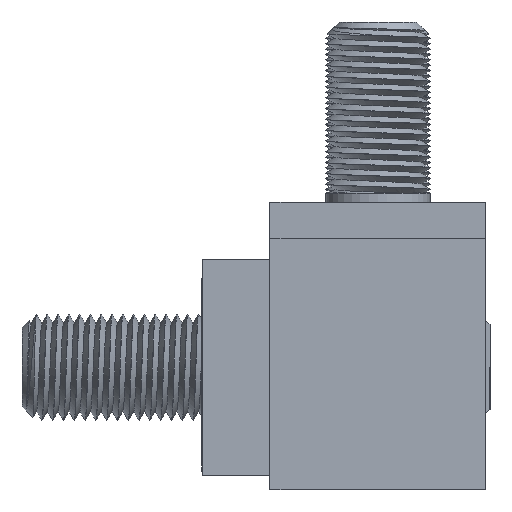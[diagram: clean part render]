
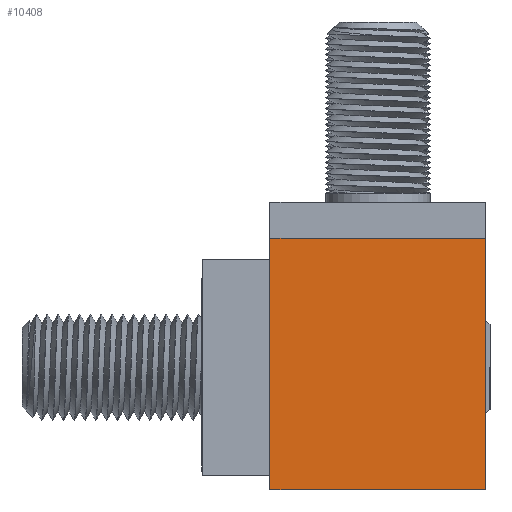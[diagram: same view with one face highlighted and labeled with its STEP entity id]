
A CAD part, front view. The second image highlights one B-rep face of the part: STEP entity #10408.
In plain terms, the highlighted planar face has unit normal (0, -1, 0).
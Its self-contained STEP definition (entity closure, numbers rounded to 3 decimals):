
#314 = DIRECTION ( 'NONE',  ( 1., 0., 0. ) ) ;
#910 = DIRECTION ( 'NONE',  ( 0., 0., -1. ) ) ;
#1963 = PLANE ( 'NONE',  #6969 ) ;
#2054 = EDGE_CURVE ( 'NONE', #10533, #6608, #10205, .T. ) ;
#2087 = DIRECTION ( 'NONE',  ( -1., 0., 0. ) ) ;
#2300 = VECTOR ( 'NONE', #3530, 1000. ) ;
#2323 = ORIENTED_EDGE ( 'NONE', *, *, #6988, .T. ) ;
#2820 = CARTESIAN_POINT ( 'NONE',  ( -6., -6., 14. ) ) ;
#3186 = ORIENTED_EDGE ( 'NONE', *, *, #2054, .F. ) ;
#3213 = CARTESIAN_POINT ( 'NONE',  ( 6., -6., 0. ) ) ;
#3530 = DIRECTION ( 'NONE',  ( -1., 0., 0. ) ) ;
#3967 = LINE ( 'NONE', #4783, #5508 ) ;
#4600 = LINE ( 'NONE', #6074, #8121 ) ;
#4783 = CARTESIAN_POINT ( 'NONE',  ( 6., -6., 0. ) ) ;
#4841 = EDGE_LOOP ( 'NONE', ( #5684, #2323, #3186, #10842 ) ) ;
#5499 = CARTESIAN_POINT ( 'NONE',  ( -6., -6., 0. ) ) ;
#5508 = VECTOR ( 'NONE', #7191, 1000. ) ;
#5684 = ORIENTED_EDGE ( 'NONE', *, *, #8980, .T. ) ;
#6074 = CARTESIAN_POINT ( 'NONE',  ( -6., -6., 14. ) ) ;
#6229 = CARTESIAN_POINT ( 'NONE',  ( -6., -6., 0. ) ) ;
#6280 = DIRECTION ( 'NONE',  ( 0., -1., 0. ) ) ;
#6608 = VERTEX_POINT ( 'NONE', #5499 ) ;
#6739 = VECTOR ( 'NONE', #910, 1000. ) ;
#6969 = AXIS2_PLACEMENT_3D ( 'NONE', #6229, #6280, #314 ) ;
#6988 = EDGE_CURVE ( 'NONE', #9863, #6608, #9220, .T. ) ;
#6993 = FACE_OUTER_BOUND ( 'NONE', #4841, .T. ) ;
#7191 = DIRECTION ( 'NONE',  ( 0., 0., -1. ) ) ;
#8087 = CARTESIAN_POINT ( 'NONE',  ( 6., -6., 14. ) ) ;
#8121 = VECTOR ( 'NONE', #2087, 1000. ) ;
#8294 = VERTEX_POINT ( 'NONE', #8087 ) ;
#8980 = EDGE_CURVE ( 'NONE', #8294, #9863, #4600, .T. ) ;
#9220 = LINE ( 'NONE', #10161, #6739 ) ;
#9863 = VERTEX_POINT ( 'NONE', #2820 ) ;
#10010 = EDGE_CURVE ( 'NONE', #8294, #10533, #3967, .T. ) ;
#10161 = CARTESIAN_POINT ( 'NONE',  ( -6., -6., 0. ) ) ;
#10205 = LINE ( 'NONE', #10263, #2300 ) ;
#10263 = CARTESIAN_POINT ( 'NONE',  ( 6.5, -6., 0. ) ) ;
#10408 = ADVANCED_FACE ( 'NONE', ( #6993 ), #1963, .T. ) ;
#10533 = VERTEX_POINT ( 'NONE', #3213 ) ;
#10842 = ORIENTED_EDGE ( 'NONE', *, *, #10010, .F. ) ;
